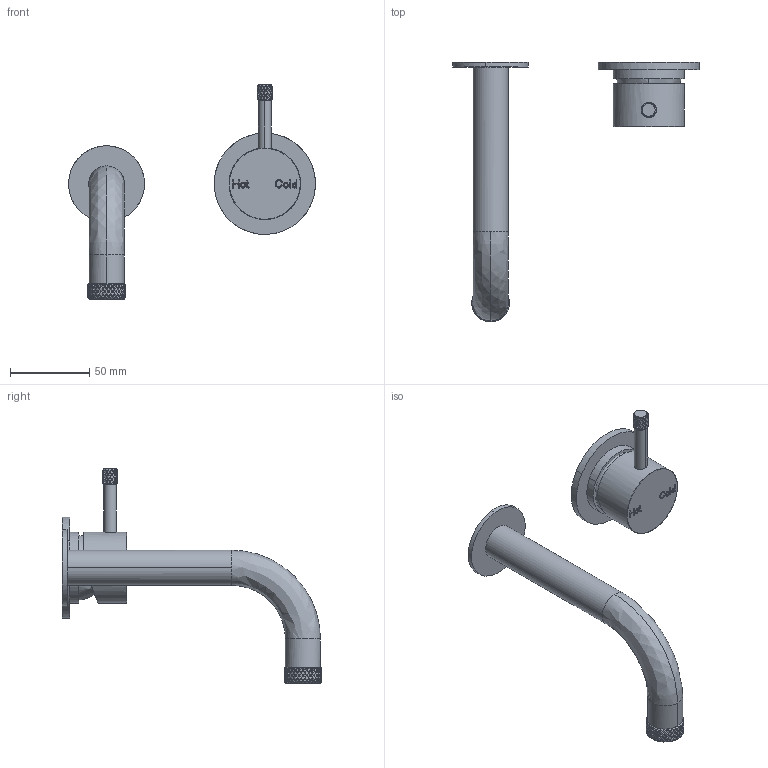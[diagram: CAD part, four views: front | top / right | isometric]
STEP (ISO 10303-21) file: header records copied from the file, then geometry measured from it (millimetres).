
FILE_DESCRIPTION(/* description */ (''),/* implementation_level */ '2;1');
FILE_NAME(/* name */ 'SCALA_NOVA_SNWBBMS150.01_WALL_BASIN_BATH_MIXER_SYSTEM_150_STEP',/* time_stamp */ '2026-02-16T13:06:05+11:00',/* author */ (''),/* organization */ (''),/* preprocessor_version */ 'ST-DEVELOPER v16.5',/* originating_system */ 'Rhino 7.38',/* authorisation */ '');
FILE_SCHEMA (('AUTOMOTIVE_DESIGN'));
Length unit declared in the file: millimetre
Products named in the file (2): Document; Block 11
Assembly tree (1 placements, depth 2):
  Document
    Block 11
Bounding box: 155.91 x 163.85 x 135.4 mm (x, y, z)
Volume: 148845.9 mm3; surface area: 43188.5 mm2
Topology: 8 solids, 10 shells, 2505 faces, 5856 edges, 3511 vertices
Faces by surface type: bspline 1166, plane 954, cylinder 385
Entity records: 100291 total; most frequent: CARTESIAN_POINT 63330, ORIENTED_EDGE 11703, EDGE_CURVE 5852, B_SPLINE_CURVE_WITH_KNOTS 3937, VERTEX_POINT 3509, EDGE_LOOP 2652, ADVANCED_FACE 2504, FACE_OUTER_BOUND 2504
